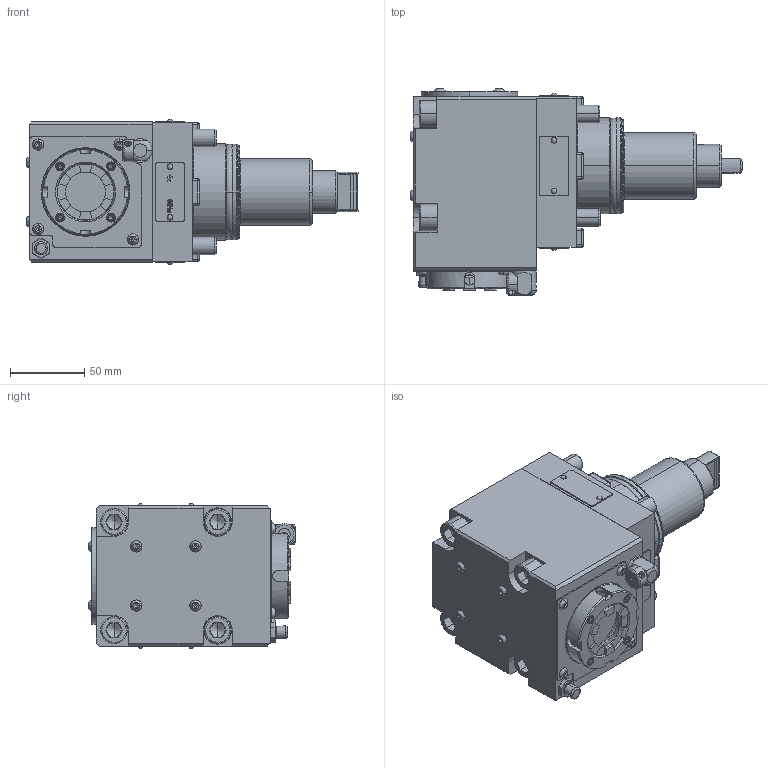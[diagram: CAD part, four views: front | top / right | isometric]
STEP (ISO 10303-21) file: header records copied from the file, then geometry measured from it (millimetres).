
FILE_DESCRIPTION (( 'STEP AP203' ), '1' );
FILE_NAME ('04-0773.STEP', '2023-04-14T21:34:38', ( '' ), ( '' ), 'SwSTEP 2.0', 'SolidWorks 2022', '' );
FILE_SCHEMA (( 'CONFIG_CONTROL_DESIGN' ));
Length unit declared in the file: inch
Products named in the file (5): ZZ_SW0001; ZZ_SW0001_2; ZZ_SW0001_3; 04-0773; ZZ_SW0001_4
Assembly tree (4 placements, depth 2):
  04-0773
    ZZ_SW0001_4
    ZZ_SW0001_2
    ZZ_SW0001
    ZZ_SW0001_3
Bounding box: 224.2 x 139.7 x 98.2 mm (x, y, z)
Volume: 1391811.1 mm3; surface area: 142286.2 mm2
Topology: 4 solids, 6 shells, 1403 faces, 3612 edges, 2220 vertices
Faces by surface type: plane 823, cylinder 265, cone 205, bspline 84, torus 26
Entity records: 45520 total; most frequent: CARTESIAN_POINT 11486, ORIENTED_EDGE 7010, DIRECTION 6960, EDGE_CURVE 3505, AXIS2_PLACEMENT_3D 2393, VERTEX_POINT 2220, LINE 2174, VECTOR 2174
